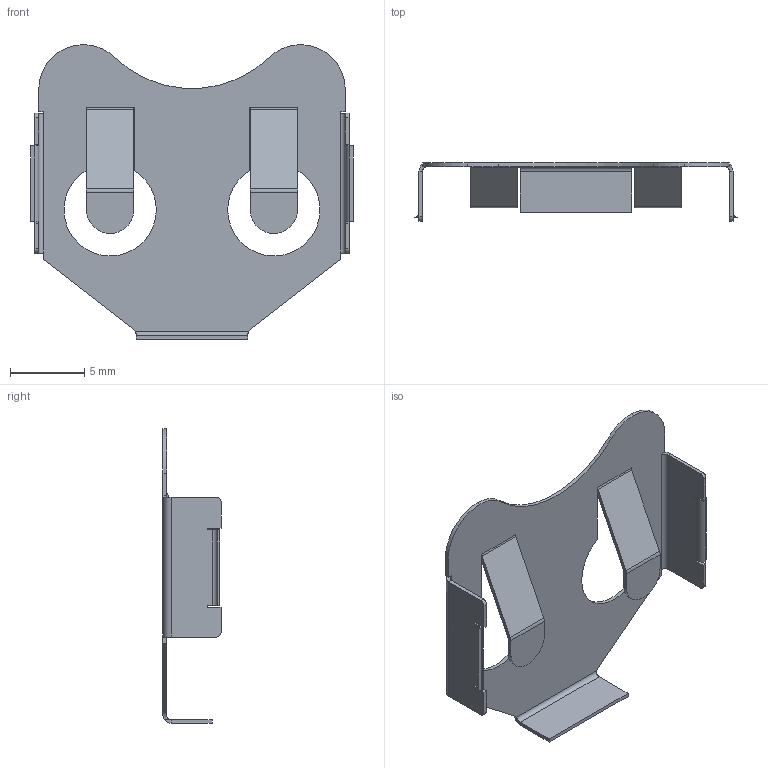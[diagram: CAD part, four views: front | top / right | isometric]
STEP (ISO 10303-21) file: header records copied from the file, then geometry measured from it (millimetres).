
FILE_DESCRIPTION (( 'STEP AP214' ), '1' );
FILE_NAME ('BAT-HLD-003-SMT_CUT.step', '2025-05-15T01:40:58', ( '' ), ( '' ), 'SwSTEP 2.0', 'SolidWorks 2025', '' );
FILE_SCHEMA (( 'AUTOMOTIVE_DESIGN' ));
Length unit declared in the file: millimetre
Products named in the file (1): BAT-HLD-003-SMT_CUT
Bounding box: 21.7 x 3.9 x 19.8 mm (x, y, z)
Volume: 99.3 mm3; surface area: 848.8 mm2
Topology: 1 solids, 1 shells, 137 faces, 346 edges, 212 vertices
Faces by surface type: plane 88, cylinder 49
Entity records: 4193 total; most frequent: CARTESIAN_POINT 840, DIRECTION 700, ORIENTED_EDGE 692, EDGE_CURVE 346, LINE 244, VECTOR 244, AXIS2_PLACEMENT_3D 228, VERTEX_POINT 212
